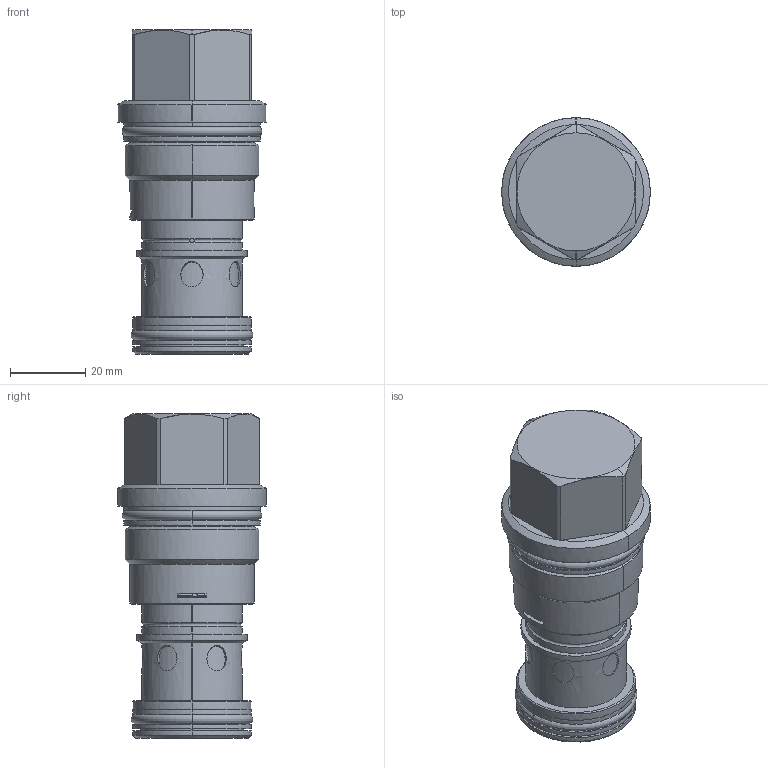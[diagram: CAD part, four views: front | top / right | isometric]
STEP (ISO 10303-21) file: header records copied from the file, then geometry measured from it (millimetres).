
FILE_DESCRIPTION((''),'2;1');
FILE_NAME('CXGDXCN_SW_PRT','2019-06-28T',('charlief'),(''),'PRO/ENGINEER BY PARAMETRIC TECHNOLOGY CORPORATION, 2016010','PRO/ENGINEER BY PARAMETRIC TECHNOLOGY CORPORATION, 2016010','');
FILE_SCHEMA(('CONFIG_CONTROL_DESIGN'));
Length unit declared in the file: inch
Products named in the file (1): CXGDXCN_SW_PRT
Bounding box: 39.6 x 39.6 x 86.54 mm (x, y, z)
Surface area: 18193.9 mm2 (no closed solid volume)
Topology: 0 solids, 0 shells, 168 faces, 792 edges, 780 vertices
Faces by surface type: bspline 148, torus 20
Entity records: 27390 total; most frequent: CARTESIAN_POINT 20564, DIRECTION 1086, TRIMMED_CURVE 846, DEFINITIONAL_REPRESENTATION 768, PCURVE 768, COMPOSITE_CURVE_SEGMENT 768, VECTOR 646, LINE 646
